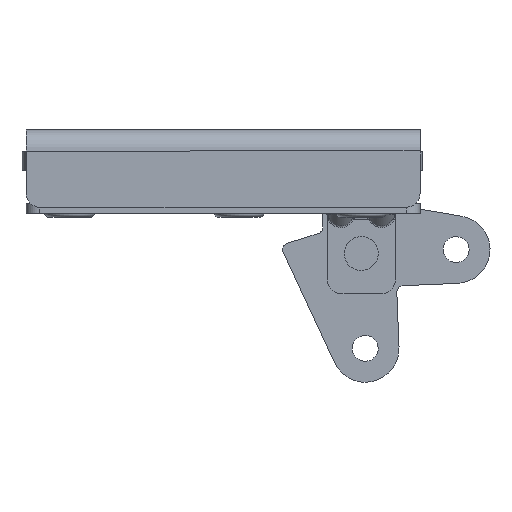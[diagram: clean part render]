
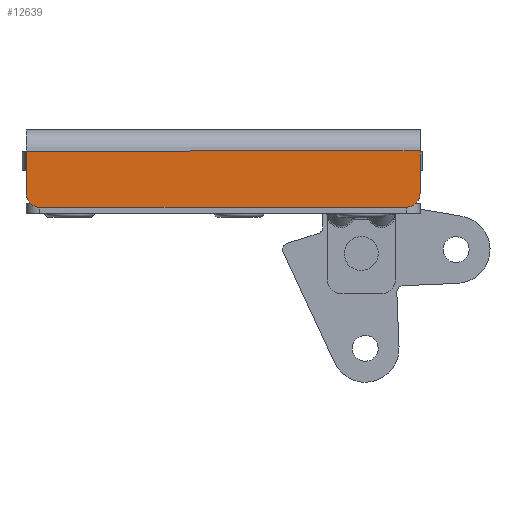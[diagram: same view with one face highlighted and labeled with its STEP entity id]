
A CAD part, front view. The second image highlights one B-rep face of the part: STEP entity #12639.
In plain terms, the highlighted planar face has unit normal (0, -1, 0).
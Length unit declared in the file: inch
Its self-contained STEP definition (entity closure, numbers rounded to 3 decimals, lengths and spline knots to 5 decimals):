
#1048=LINE('',#20247,#1960);
#1054=LINE('',#20264,#1966);
#1056=LINE('',#20269,#1968);
#1057=LINE('',#20270,#1969);
#1960=VECTOR('',#15446,0.3937);
#1966=VECTOR('',#15462,0.3937);
#1968=VECTOR('',#15470,0.3937);
#1969=VECTOR('',#15471,0.3937);
#2512=PLANE('',#13489);
#2940=FACE_OUTER_BOUND('',#3651,.T.);
#3651=EDGE_LOOP('',(#9750,#9751,#9752,#9753,#9754,#9755));
#4714=CIRCLE('',#13478,0.125);
#4718=CIRCLE('',#13485,0.125);
#5593=VERTEX_POINT('',#20235);
#5594=VERTEX_POINT('',#20237);
#5596=VERTEX_POINT('',#20245);
#5600=VERTEX_POINT('',#20257);
#5601=VERTEX_POINT('',#20258);
#5602=VERTEX_POINT('',#20263);
#7094=EDGE_CURVE('',#5593,#5594,#4714,.T.);
#7100=EDGE_CURVE('',#5596,#5593,#1048,.T.);
#7105=EDGE_CURVE('',#5600,#5601,#4718,.T.);
#7108=EDGE_CURVE('',#5602,#5601,#1054,.T.);
#7112=EDGE_CURVE('',#5602,#5596,#1056,.T.);
#7113=EDGE_CURVE('',#5600,#5594,#1057,.T.);
#9750=ORIENTED_EDGE('',*,*,#7094,.F.);
#9751=ORIENTED_EDGE('',*,*,#7100,.F.);
#9752=ORIENTED_EDGE('',*,*,#7112,.F.);
#9753=ORIENTED_EDGE('',*,*,#7108,.T.);
#9754=ORIENTED_EDGE('',*,*,#7105,.F.);
#9755=ORIENTED_EDGE('',*,*,#7113,.T.);
#12639=ADVANCED_FACE('',(#2940),#2512,.T.);
#13478=AXIS2_PLACEMENT_3D('',#20238,#15435,#15436);
#13485=AXIS2_PLACEMENT_3D('',#20259,#15456,#15457);
#13489=AXIS2_PLACEMENT_3D('',#20268,#15468,#15469);
#15435=DIRECTION('center_axis',(0.,1.,0.));
#15436=DIRECTION('ref_axis',(0.707,0.,-0.707));
#15446=DIRECTION('',(0.,0.,-1.));
#15456=DIRECTION('center_axis',(0.,1.,0.));
#15457=DIRECTION('ref_axis',(-0.707,0.,-0.707));
#15462=DIRECTION('',(0.,0.,-1.));
#15468=DIRECTION('center_axis',(0.,-1.,0.));
#15469=DIRECTION('ref_axis',(0.,0.,
-1.));
#15470=DIRECTION('',(1.,0.,0.));
#15471=DIRECTION('',(1.,0.,0.));
#20235=CARTESIAN_POINT('',(3.00231,-1.99637,-1.5768));
#20237=CARTESIAN_POINT('',(2.87733,-1.99637,-1.70182));
#20238=CARTESIAN_POINT('Origin',(2.87731,-1.99637,-1.57682));
#20245=CARTESIAN_POINT('',(3.00224,-1.99637,-1.1838));
#20247=CARTESIAN_POINT('',(3.00221,-1.99637,-0.9893));
#20257=CARTESIAN_POINT('',(-0.50267,-1.99637,-1.70236));
#20258=CARTESIAN_POINT('',(-0.62769,-1.99637,-1.57738));
#20259=CARTESIAN_POINT('Origin',(-0.50269,-1.99637,-1.57736));
#20263=CARTESIAN_POINT('',(-0.62776,-1.99637,-1.18438));
#20264=CARTESIAN_POINT('',(-0.62779,-1.99637,-0.98988));
#20268=CARTESIAN_POINT('Origin',(-0.62779,-1.99637,-0.98988));
#20269=CARTESIAN_POINT('',(0.26308,-1.99637,-1.18424));
#20270=CARTESIAN_POINT('',(3.00233,-1.99637,-1.7018));
